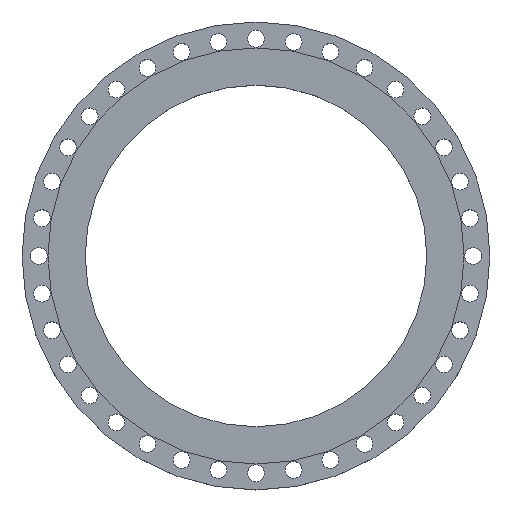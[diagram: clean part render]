
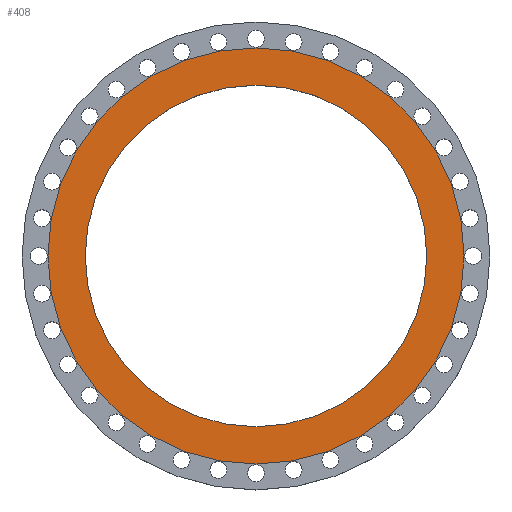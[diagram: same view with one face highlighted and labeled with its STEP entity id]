
A CAD part, top view. The second image highlights one B-rep face of the part: STEP entity #408.
In plain terms, the highlighted planar face has unit normal (0, 0, 1).
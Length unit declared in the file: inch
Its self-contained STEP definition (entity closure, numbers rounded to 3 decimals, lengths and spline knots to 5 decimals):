
#95 = DIRECTION ( 'NONE',  ( 1., 0., 0. ) ) ;
#240 = VERTEX_POINT ( 'NONE', #2311 ) ;
#315 = AXIS2_PLACEMENT_3D ( 'NONE', #3162, #741, #2928 ) ;
#342 = CARTESIAN_POINT ( 'NONE',  ( 0., 0., 0. ) ) ;
#355 = VERTEX_POINT ( 'NONE', #2438 ) ;
#408 = ADVANCED_FACE ( 'NONE', ( #2160, #965 ), #1689, .F. ) ;
#509 = CIRCLE ( 'NONE', #930, 21.625 ) ;
#565 = EDGE_CURVE ( 'NONE', #1552, #240, #509, .T. ) ;
#639 = DIRECTION ( 'NONE',  ( 1., 0., 0. ) ) ;
#741 = DIRECTION ( 'NONE',  ( 0., 0., -1. ) ) ;
#889 = CIRCLE ( 'NONE', #1866, 26.34375 ) ;
#930 = AXIS2_PLACEMENT_3D ( 'NONE', #2335, #1609, #639 ) ;
#965 = FACE_OUTER_BOUND ( 'NONE', #1999, .T. ) ;
#1017 = CARTESIAN_POINT ( 'NONE',  ( 0., 0., 0. ) ) ;
#1247 = CARTESIAN_POINT ( 'NONE',  ( -21.625, 0., 0. ) ) ;
#1400 = CARTESIAN_POINT ( 'NONE',  ( 0., 0., 0. ) ) ;
#1440 = CARTESIAN_POINT ( 'NONE',  ( 26.34375, 0., 0. ) ) ;
#1552 = VERTEX_POINT ( 'NONE', #1247 ) ;
#1609 = DIRECTION ( 'NONE',  ( 0., 0., 1. ) ) ;
#1689 = PLANE ( 'NONE',  #315 ) ;
#1866 = AXIS2_PLACEMENT_3D ( 'NONE', #1400, #2391, #1979 ) ;
#1880 = ORIENTED_EDGE ( 'NONE', *, *, #2321, .F. ) ;
#1923 = VERTEX_POINT ( 'NONE', #1440 ) ;
#1945 = EDGE_CURVE ( 'NONE', #1923, #355, #889, .T. ) ;
#1979 = DIRECTION ( 'NONE',  ( 1., 0., 0. ) ) ;
#1999 = EDGE_LOOP ( 'NONE', ( #3099, #2847 ) ) ;
#2036 = CIRCLE ( 'NONE', #2136, 26.34375 ) ;
#2136 = AXIS2_PLACEMENT_3D ( 'NONE', #342, #2329, #95 ) ;
#2142 = ORIENTED_EDGE ( 'NONE', *, *, #565, .F. ) ;
#2160 = FACE_BOUND ( 'NONE', #2819, .T. ) ;
#2265 = DIRECTION ( 'NONE',  ( 0., 0., 1. ) ) ;
#2311 = CARTESIAN_POINT ( 'NONE',  ( 21.625, 0., 0. ) ) ;
#2321 = EDGE_CURVE ( 'NONE', #240, #1552, #2877, .T. ) ;
#2329 = DIRECTION ( 'NONE',  ( 0., 0., 1. ) ) ;
#2335 = CARTESIAN_POINT ( 'NONE',  ( 0., 0., 0. ) ) ;
#2391 = DIRECTION ( 'NONE',  ( 0., 0., 1. ) ) ;
#2438 = CARTESIAN_POINT ( 'NONE',  ( -26.34375, 0., 0. ) ) ;
#2595 = EDGE_CURVE ( 'NONE', #355, #1923, #2036, .T. ) ;
#2727 = DIRECTION ( 'NONE',  ( 1., 0., 0. ) ) ;
#2770 = AXIS2_PLACEMENT_3D ( 'NONE', #1017, #2265, #2727 ) ;
#2819 = EDGE_LOOP ( 'NONE', ( #1880, #2142 ) ) ;
#2847 = ORIENTED_EDGE ( 'NONE', *, *, #2595, .T. ) ;
#2877 = CIRCLE ( 'NONE', #2770, 21.625 ) ;
#2928 = DIRECTION ( 'NONE',  ( -1., 0., 0. ) ) ;
#3099 = ORIENTED_EDGE ( 'NONE', *, *, #1945, .T. ) ;
#3162 = CARTESIAN_POINT ( 'NONE',  ( 0., 21.625, 0. ) ) ;
